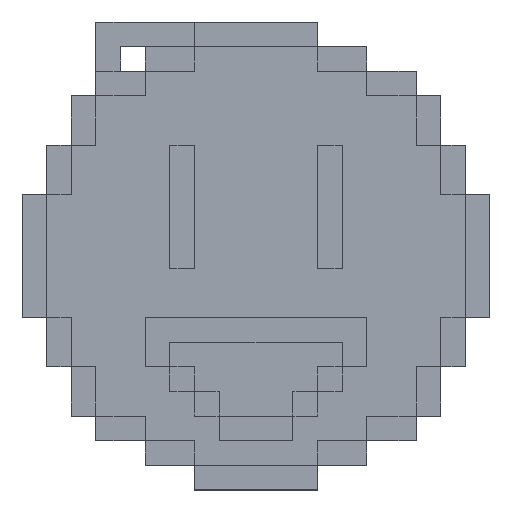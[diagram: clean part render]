
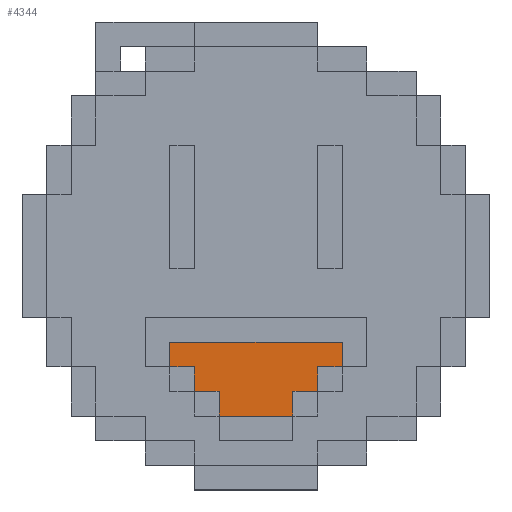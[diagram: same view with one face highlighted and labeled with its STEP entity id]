
A CAD part, top view. The second image highlights one B-rep face of the part: STEP entity #4344.
In plain terms, the highlighted planar face has unit normal (0, 0, 1).
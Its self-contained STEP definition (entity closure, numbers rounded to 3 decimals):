
#272=FACE_OUTER_BOUND('',#528,.T.);
#528=EDGE_LOOP('',(#3484,#3485,#3486,#3487,#3488,#3489,#3490,#3491,#3492,
#3493,#3494,#3495));
#956=LINE('',#6572,#1538);
#959=LINE('',#6578,#1541);
#962=LINE('',#6584,#1544);
#965=LINE('',#6590,#1547);
#968=LINE('',#6596,#1550);
#971=LINE('',#6602,#1553);
#974=LINE('',#6608,#1556);
#977=LINE('',#6614,#1559);
#980=LINE('',#6620,#1562);
#983=LINE('',#6626,#1565);
#986=LINE('',#6632,#1568);
#989=LINE('',#6636,#1571);
#1538=VECTOR('',#5414,10.);
#1541=VECTOR('',#5419,10.);
#1544=VECTOR('',#5424,10.);
#1547=VECTOR('',#5429,10.);
#1550=VECTOR('',#5434,10.);
#1553=VECTOR('',#5439,10.);
#1556=VECTOR('',#5444,10.);
#1559=VECTOR('',#5449,10.);
#1562=VECTOR('',#5454,10.);
#1565=VECTOR('',#5459,10.);
#1568=VECTOR('',#5464,10.);
#1571=VECTOR('',#5469,10.);
#2004=VERTEX_POINT('',#6569);
#2005=VERTEX_POINT('',#6571);
#2007=VERTEX_POINT('',#6577);
#2009=VERTEX_POINT('',#6583);
#2011=VERTEX_POINT('',#6589);
#2013=VERTEX_POINT('',#6595);
#2015=VERTEX_POINT('',#6601);
#2017=VERTEX_POINT('',#6607);
#2019=VERTEX_POINT('',#6613);
#2021=VERTEX_POINT('',#6619);
#2023=VERTEX_POINT('',#6625);
#2025=VERTEX_POINT('',#6631);
#2508=EDGE_CURVE('',#2005,#2004,#956,.T.);
#2511=EDGE_CURVE('',#2007,#2005,#959,.T.);
#2514=EDGE_CURVE('',#2009,#2007,#962,.T.);
#2517=EDGE_CURVE('',#2011,#2009,#965,.T.);
#2520=EDGE_CURVE('',#2013,#2011,#968,.T.);
#2523=EDGE_CURVE('',#2015,#2013,#971,.T.);
#2526=EDGE_CURVE('',#2017,#2015,#974,.T.);
#2529=EDGE_CURVE('',#2019,#2017,#977,.T.);
#2532=EDGE_CURVE('',#2021,#2019,#980,.T.);
#2535=EDGE_CURVE('',#2023,#2021,#983,.T.);
#2538=EDGE_CURVE('',#2025,#2023,#986,.T.);
#2541=EDGE_CURVE('',#2004,#2025,#989,.T.);
#3484=ORIENTED_EDGE('',*,*,#2541,.T.);
#3485=ORIENTED_EDGE('',*,*,#2538,.T.);
#3486=ORIENTED_EDGE('',*,*,#2535,.T.);
#3487=ORIENTED_EDGE('',*,*,#2532,.T.);
#3488=ORIENTED_EDGE('',*,*,#2529,.T.);
#3489=ORIENTED_EDGE('',*,*,#2526,.T.);
#3490=ORIENTED_EDGE('',*,*,#2523,.T.);
#3491=ORIENTED_EDGE('',*,*,#2520,.T.);
#3492=ORIENTED_EDGE('',*,*,#2517,.T.);
#3493=ORIENTED_EDGE('',*,*,#2514,.T.);
#3494=ORIENTED_EDGE('',*,*,#2511,.T.);
#3495=ORIENTED_EDGE('',*,*,#2508,.T.);
#4088=PLANE('',#4644);
#4344=ADVANCED_FACE('',(#272),#4088,.T.);
#4644=AXIS2_PLACEMENT_3D('',#6637,#5470,#5471);
#5414=DIRECTION('',(0.,1.,0.));
#5419=DIRECTION('',(1.,0.,0.));
#5424=DIRECTION('',(0.,1.,0.));
#5429=DIRECTION('',(1.,0.,0.));
#5434=DIRECTION('',(0.,1.,0.));
#5439=DIRECTION('',(1.,0.,0.));
#5444=DIRECTION('',(0.,-1.,0.));
#5449=DIRECTION('',(1.,0.,0.));
#5454=DIRECTION('',(0.,-1.,0.));
#5459=DIRECTION('',(1.,0.,0.));
#5464=DIRECTION('',(0.,-1.,0.));
#5469=DIRECTION('',(-1.,0.,0.));
#5470=DIRECTION('center_axis',(0.,0.,1.));
#5471=DIRECTION('ref_axis',(1.,0.,0.));
#6569=CARTESIAN_POINT('',(365.,30.,5.));
#6571=CARTESIAN_POINT('',(365.,25.,5.));
#6572=CARTESIAN_POINT('',(365.,100.,5.));
#6577=CARTESIAN_POINT('',(360.,25.,5.));
#6578=CARTESIAN_POINT('',(400.,25.,5.));
#6583=CARTESIAN_POINT('',(360.,20.,5.));
#6584=CARTESIAN_POINT('',(360.,0.,5.));
#6589=CARTESIAN_POINT('',(355.,20.,5.));
#6590=CARTESIAN_POINT('',(300.,20.,5.));
#6595=CARTESIAN_POINT('',(355.,15.,5.));
#6596=CARTESIAN_POINT('',(355.,100.,5.));
#6601=CARTESIAN_POINT('',(340.,15.,5.));
#6602=CARTESIAN_POINT('',(400.,15.,5.));
#6607=CARTESIAN_POINT('',(340.,20.,5.));
#6608=CARTESIAN_POINT('',(340.,100.,5.));
#6613=CARTESIAN_POINT('',(335.,20.,5.));
#6614=CARTESIAN_POINT('',(300.,20.,5.));
#6619=CARTESIAN_POINT('',(335.,25.,5.));
#6620=CARTESIAN_POINT('',(335.,100.,5.));
#6625=CARTESIAN_POINT('',(330.,25.,5.));
#6626=CARTESIAN_POINT('',(400.,25.,5.));
#6631=CARTESIAN_POINT('',(330.,30.,5.));
#6632=CARTESIAN_POINT('',(330.,100.,5.));
#6636=CARTESIAN_POINT('',(400.,30.,5.));
#6637=CARTESIAN_POINT('Origin',(347.5,22.5,5.));
